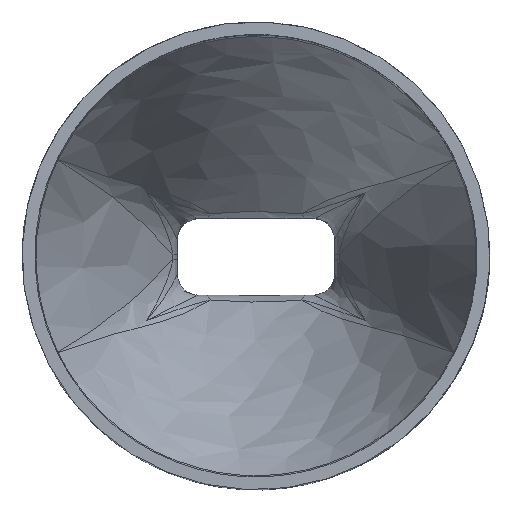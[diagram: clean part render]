
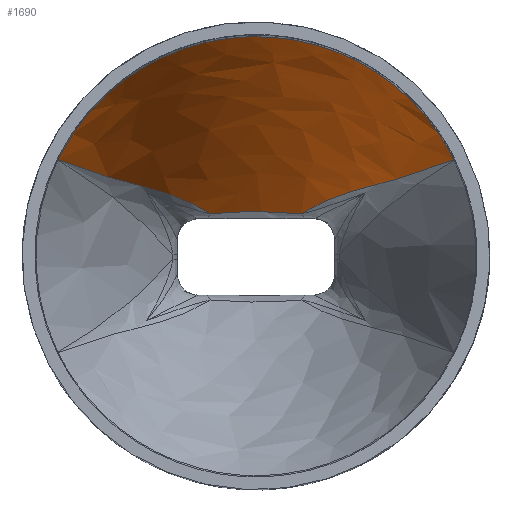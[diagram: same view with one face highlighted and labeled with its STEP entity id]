
A CAD part, top view. The second image highlights one B-rep face of the part: STEP entity #1690.
In plain terms, the highlighted free-form (B-spline) face has degree [3, 3] with [10, 4] control points.
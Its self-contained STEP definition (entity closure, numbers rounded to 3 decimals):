
#223=FACE_OUTER_BOUND('',#339,.T.);
#339=EDGE_LOOP('',(#1480,#1481,#1482,#1483));
#350=B_SPLINE_CURVE_WITH_KNOTS('',3,(#2259,#2260,#2261,#2262,#2263,#2264,
#2265,#2266,#2267,#2268),.UNSPECIFIED.,.F.,.F.,(4,1,1,1,1,1,1,4),(0.,1.501,
3.002,4.503,6.004,7.505,9.006,
10.508),.UNSPECIFIED.);
#374=B_SPLINE_CURVE_WITH_KNOTS('',3,(#2719,#2720,#2721,#2722,#2723,#2724,
#2725,#2726,#2727),.UNSPECIFIED.,.F.,.F.,(4,1,1,1,1,1,4),(0.369,
1.777,3.229,4.682,6.134,8.312,
10.491),.UNSPECIFIED.);
#481=B_SPLINE_CURVE_WITH_KNOTS('',3,(#5307,#5308,#5309,#5310,#5311,#5312),
 .UNSPECIFIED.,.F.,.F.,(4,1,1,4),(-2.374,-1.696,-1.018,
0.),.UNSPECIFIED.);
#482=B_SPLINE_CURVE_WITH_KNOTS('',3,(#5390,#5391,#5392,#5393,#5394,#5395,
#5396,#5397,#5398),.UNSPECIFIED.,.F.,.F.,(4,1,1,1,1,1,4),(0.07,
2.248,4.427,5.879,7.331,8.784,
10.192),.UNSPECIFIED.);
#584=VERTEX_POINT('',#2243);
#587=VERTEX_POINT('',#2257);
#607=VERTEX_POINT('',#2711);
#726=VERTEX_POINT('',#5273);
#737=EDGE_CURVE('',#587,#584,#350,.T.);
#771=EDGE_CURVE('',#607,#587,#374,.T.);
#983=EDGE_CURVE('',#726,#607,#481,.T.);
#985=EDGE_CURVE('',#584,#726,#482,.T.);
#1480=ORIENTED_EDGE('',*,*,#737,.F.);
#1481=ORIENTED_EDGE('',*,*,#771,.F.);
#1482=ORIENTED_EDGE('',*,*,#983,.F.);
#1483=ORIENTED_EDGE('',*,*,#985,.F.);
#1577=B_SPLINE_SURFACE_WITH_KNOTS('',3,3,((#5350,#5351,#5352,#5353),(#5354,
#5355,#5356,#5357),(#5358,#5359,#5360,#5361),(#5362,#5363,#5364,#5365),
(#5366,#5367,#5368,#5369),(#5370,#5371,#5372,#5373),(#5374,#5375,#5376,
#5377),(#5378,#5379,#5380,#5381),(#5382,#5383,#5384,#5385),(#5386,#5387,
#5388,#5389)),.UNSPECIFIED.,.F.,.F.,.F.,(4,1,1,1,1,1,1,4),(4,4),(0.,
0.143,0.286,0.429,0.571,
0.714,0.857,1.),(0.007,
0.966),.UNSPECIFIED.);
#1690=ADVANCED_FACE('',(#223),#1577,.F.);
#2243=CARTESIAN_POINT('',(46.545,22.665,129.268));
#2257=CARTESIAN_POINT('',(-46.545,22.665,129.268));
#2259=CARTESIAN_POINT('Ctrl Pts',(-46.545,22.665,129.268));
#2260=CARTESIAN_POINT('Ctrl Pts',(-44.112,27.611,129.236));
#2261=CARTESIAN_POINT('Ctrl Pts',(-37.652,36.71,129.17));
#2262=CARTESIAN_POINT('Ctrl Pts',(-24.194,46.612,129.093));
#2263=CARTESIAN_POINT('Ctrl Pts',(-8.338,51.81,129.053));
#2264=CARTESIAN_POINT('Ctrl Pts',(8.339,51.808,129.053));
#2265=CARTESIAN_POINT('Ctrl Pts',(24.195,46.613,129.093));
#2266=CARTESIAN_POINT('Ctrl Pts',(37.652,36.709,129.17));
#2267=CARTESIAN_POINT('Ctrl Pts',(44.112,27.611,129.236));
#2268=CARTESIAN_POINT('Ctrl Pts',(46.545,22.665,129.268));
#2711=CARTESIAN_POINT('',(-10.73,10.139,33.384));
#2719=CARTESIAN_POINT('Ctrl Pts',(-10.73,10.139,33.384));
#2720=CARTESIAN_POINT('Ctrl Pts',(-12.865,11.517,37.697));
#2721=CARTESIAN_POINT('Ctrl Pts',(-17.333,13.742,46.548));
#2722=CARTESIAN_POINT('Ctrl Pts',(-23.505,15.71,60.086));
#2723=CARTESIAN_POINT('Ctrl Pts',(-28.951,17.077,73.879));
#2724=CARTESIAN_POINT('Ctrl Pts',(-34.563,18.542,90.006));
#2725=CARTESIAN_POINT('Ctrl Pts',(-40.371,20.359,108.474));
#2726=CARTESIAN_POINT('Ctrl Pts',(-44.504,21.879,122.336));
#2727=CARTESIAN_POINT('Ctrl Pts',(-46.545,22.665,129.268));
#5273=CARTESIAN_POINT('',(10.73,10.139,33.384));
#5307=CARTESIAN_POINT('Ctrl Pts',(10.73,10.139,33.384));
#5308=CARTESIAN_POINT('Ctrl Pts',(8.651,10.323,33.568));
#5309=CARTESIAN_POINT('Ctrl Pts',(4.57,10.59,33.764));
#5310=CARTESIAN_POINT('Ctrl Pts',(-2.541,10.684,33.814));
#5311=CARTESIAN_POINT('Ctrl Pts',(-7.611,10.415,33.66));
#5312=CARTESIAN_POINT('Ctrl Pts',(-10.73,10.139,33.384));
#5350=CARTESIAN_POINT('Ctrl Pts',(-46.545,22.665,129.268));
#5351=CARTESIAN_POINT('Ctrl Pts',(-37.513,18.265,97.307));
#5352=CARTESIAN_POINT('Ctrl Pts',(-28.482,13.866,65.345));
#5353=CARTESIAN_POINT('Ctrl Pts',(-19.45,9.466,33.384));
#5354=CARTESIAN_POINT('Ctrl Pts',(-44.126,27.605,129.268));
#5355=CARTESIAN_POINT('Ctrl Pts',(-35.306,21.615,97.307));
#5356=CARTESIAN_POINT('Ctrl Pts',(-26.487,15.625,65.345));
#5357=CARTESIAN_POINT('Ctrl Pts',(-17.666,9.634,33.384));
#5358=CARTESIAN_POINT('Ctrl Pts',(-37.699,36.709,129.268));
#5359=CARTESIAN_POINT('Ctrl Pts',(-29.814,27.787,97.307));
#5360=CARTESIAN_POINT('Ctrl Pts',(-21.929,18.866,65.345));
#5361=CARTESIAN_POINT('Ctrl Pts',(-14.045,9.945,33.384));
#5362=CARTESIAN_POINT('Ctrl Pts',(-24.257,46.662,129.268));
#5363=CARTESIAN_POINT('Ctrl Pts',(-18.999,34.536,97.307));
#5364=CARTESIAN_POINT('Ctrl Pts',(-13.741,22.41,65.345));
#5365=CARTESIAN_POINT('Ctrl Pts',(-8.483,10.284,33.384));
#5366=CARTESIAN_POINT('Ctrl Pts',(-8.367,51.905,129.268));
#5367=CARTESIAN_POINT('Ctrl Pts',(-6.524,38.091,97.307));
#5368=CARTESIAN_POINT('Ctrl Pts',(-4.68,24.276,65.345));
#5369=CARTESIAN_POINT('Ctrl Pts',(-2.837,10.463,33.384));
#5370=CARTESIAN_POINT('Ctrl Pts',(8.366,51.902,129.268));
#5371=CARTESIAN_POINT('Ctrl Pts',(6.523,38.088,97.307));
#5372=CARTESIAN_POINT('Ctrl Pts',(4.68,24.276,65.345));
#5373=CARTESIAN_POINT('Ctrl Pts',(2.837,10.462,33.384));
#5374=CARTESIAN_POINT('Ctrl Pts',(24.257,46.664,129.268));
#5375=CARTESIAN_POINT('Ctrl Pts',(18.999,34.538,97.307));
#5376=CARTESIAN_POINT('Ctrl Pts',(13.741,22.41,65.345));
#5377=CARTESIAN_POINT('Ctrl Pts',(8.483,10.284,33.384));
#5378=CARTESIAN_POINT('Ctrl Pts',(37.699,36.709,129.268));
#5379=CARTESIAN_POINT('Ctrl Pts',(29.814,27.787,97.307));
#5380=CARTESIAN_POINT('Ctrl Pts',(21.929,18.866,65.345));
#5381=CARTESIAN_POINT('Ctrl Pts',(14.045,9.945,33.384));
#5382=CARTESIAN_POINT('Ctrl Pts',(44.126,27.605,129.268));
#5383=CARTESIAN_POINT('Ctrl Pts',(35.306,21.615,97.307));
#5384=CARTESIAN_POINT('Ctrl Pts',(26.487,15.625,65.345));
#5385=CARTESIAN_POINT('Ctrl Pts',(17.666,9.634,33.384));
#5386=CARTESIAN_POINT('Ctrl Pts',(46.545,22.665,129.268));
#5387=CARTESIAN_POINT('Ctrl Pts',(37.513,18.265,97.307));
#5388=CARTESIAN_POINT('Ctrl Pts',(28.482,13.866,65.345));
#5389=CARTESIAN_POINT('Ctrl Pts',(19.45,9.466,33.384));
#5390=CARTESIAN_POINT('Ctrl Pts',(46.545,22.665,129.268));
#5391=CARTESIAN_POINT('Ctrl Pts',(44.504,21.879,122.336));
#5392=CARTESIAN_POINT('Ctrl Pts',(40.371,20.359,108.474));
#5393=CARTESIAN_POINT('Ctrl Pts',(34.563,18.542,90.006));
#5394=CARTESIAN_POINT('Ctrl Pts',(28.951,17.077,73.879));
#5395=CARTESIAN_POINT('Ctrl Pts',(23.505,15.71,60.086));
#5396=CARTESIAN_POINT('Ctrl Pts',(17.333,13.742,46.548));
#5397=CARTESIAN_POINT('Ctrl Pts',(12.865,11.517,37.697));
#5398=CARTESIAN_POINT('Ctrl Pts',(10.73,10.139,33.384));
